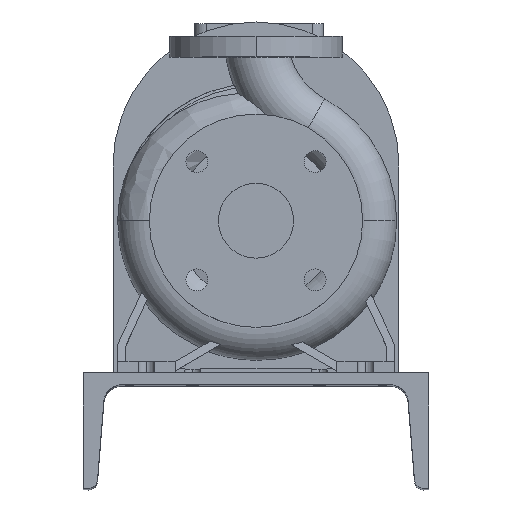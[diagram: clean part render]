
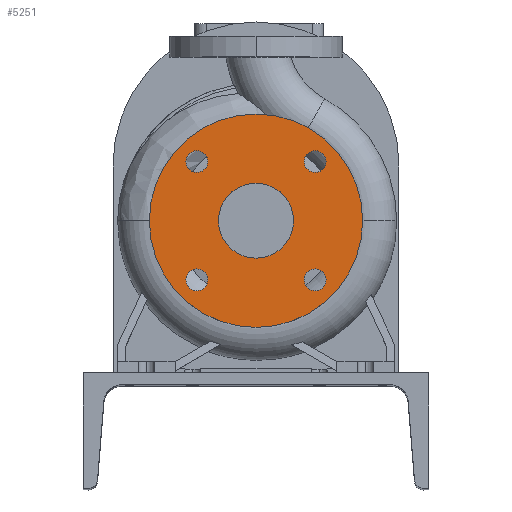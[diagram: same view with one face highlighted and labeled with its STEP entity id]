
A CAD part, top view. The second image highlights one B-rep face of the part: STEP entity #5251.
In plain terms, the highlighted planar face has unit normal (0, 0, 1).
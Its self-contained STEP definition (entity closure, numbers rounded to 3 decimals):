
#142 = CARTESIAN_POINT ( 'NONE',  ( 51.265, -51.265, 80. ) ) ;
#584 = CIRCLE ( 'NONE', #10155, 9.5 ) ;
#627 = DIRECTION ( 'NONE',  ( 0., 0., 1. ) ) ;
#644 = EDGE_CURVE ( 'NONE', #13141, #19501, #2105, .T. ) ;
#877 = DIRECTION ( 'NONE',  ( 0., 0., 1. ) ) ;
#1382 = VERTEX_POINT ( 'NONE', #18882 ) ;
#1407 = AXIS2_PLACEMENT_3D ( 'NONE', #1435, #877, #16746 ) ;
#1435 = CARTESIAN_POINT ( 'NONE',  ( 0., 0., 80. ) ) ;
#1602 = CARTESIAN_POINT ( 'NONE',  ( 0., 0., 80. ) ) ;
#1807 = EDGE_LOOP ( 'NONE', ( #13295, #4186 ) ) ;
#1955 = EDGE_LOOP ( 'NONE', ( #5680, #11649 ) ) ;
#2105 = CIRCLE ( 'NONE', #4977, 9.5 ) ;
#2302 = EDGE_CURVE ( 'NONE', #4042, #13789, #16157, .T. ) ;
#2328 = VERTEX_POINT ( 'NONE', #13513 ) ;
#2841 = AXIS2_PLACEMENT_3D ( 'NONE', #11220, #627, #3734 ) ;
#2891 = VERTEX_POINT ( 'NONE', #10771 ) ;
#3156 = PLANE ( 'NONE',  #7927 ) ;
#3217 = AXIS2_PLACEMENT_3D ( 'NONE', #10435, #18213, #7717 ) ;
#3734 = DIRECTION ( 'NONE',  ( 0., -1., 0. ) ) ;
#4042 = VERTEX_POINT ( 'NONE', #4068 ) ;
#4068 = CARTESIAN_POINT ( 'NONE',  ( -51.265, -60.765, 80. ) ) ;
#4186 = ORIENTED_EDGE ( 'NONE', *, *, #5050, .F. ) ;
#4264 = DIRECTION ( 'NONE',  ( 0., 0., 1. ) ) ;
#4738 = DIRECTION ( 'NONE',  ( 0., -1., 0. ) ) ;
#4939 = ORIENTED_EDGE ( 'NONE', *, *, #644, .F. ) ;
#4977 = AXIS2_PLACEMENT_3D ( 'NONE', #7418, #8716, #16531 ) ;
#4982 = CARTESIAN_POINT ( 'NONE',  ( 0., -92.5, 80. ) ) ;
#5012 = CARTESIAN_POINT ( 'NONE',  ( 51.265, -60.765, 80. ) ) ;
#5050 = EDGE_CURVE ( 'NONE', #18014, #2328, #584, .T. ) ;
#5251 = ADVANCED_FACE ( 'NONE', ( #7545, #13654, #16856, #6045, #12241, #18333 ), #3156, .F. ) ;
#5258 = CARTESIAN_POINT ( 'NONE',  ( -51.265, 51.265, 80. ) ) ;
#5680 = ORIENTED_EDGE ( 'NONE', *, *, #16437, .F. ) ;
#5749 = VERTEX_POINT ( 'NONE', #5012 ) ;
#5878 = CIRCLE ( 'NONE', #1407, 32.5 ) ;
#6045 = FACE_OUTER_BOUND ( 'NONE', #9584, .T. ) ;
#6063 = EDGE_CURVE ( 'NONE', #5749, #6982, #11451, .T. ) ;
#6107 = EDGE_CURVE ( 'NONE', #2328, #18014, #8582, .T. ) ;
#6141 = DIRECTION ( 'NONE',  ( 0., 0., 1. ) ) ;
#6806 = AXIS2_PLACEMENT_3D ( 'NONE', #8908, #19611, #13130 ) ;
#6982 = VERTEX_POINT ( 'NONE', #17323 ) ;
#7362 = CARTESIAN_POINT ( 'NONE',  ( -51.265, 51.265, 80. ) ) ;
#7418 = CARTESIAN_POINT ( 'NONE',  ( 51.265, 51.265, 80. ) ) ;
#7476 = CIRCLE ( 'NONE', #12590, 32.5 ) ;
#7545 = FACE_BOUND ( 'NONE', #1807, .T. ) ;
#7611 = CARTESIAN_POINT ( 'NONE',  ( -51.265, -41.765, 80. ) ) ;
#7620 = EDGE_CURVE ( 'NONE', #17342, #1382, #10867, .T. ) ;
#7643 = ORIENTED_EDGE ( 'NONE', *, *, #15628, .F. ) ;
#7717 = DIRECTION ( 'NONE',  ( 0., -1., 0. ) ) ;
#7734 = AXIS2_PLACEMENT_3D ( 'NONE', #1602, #9294, #9088 ) ;
#7927 = AXIS2_PLACEMENT_3D ( 'NONE', #14859, #13361, #15739 ) ;
#8244 = EDGE_LOOP ( 'NONE', ( #16241, #9926 ) ) ;
#8582 = CIRCLE ( 'NONE', #19764, 9.5 ) ;
#8716 = DIRECTION ( 'NONE',  ( 0., 0., 1. ) ) ;
#8908 = CARTESIAN_POINT ( 'NONE',  ( -51.265, -51.265, 80. ) ) ;
#8979 = EDGE_LOOP ( 'NONE', ( #4939, #14278 ) ) ;
#9001 = CIRCLE ( 'NONE', #7734, 92.5 ) ;
#9088 = DIRECTION ( 'NONE',  ( 0., -1., 0. ) ) ;
#9294 = DIRECTION ( 'NONE',  ( 0., 0., 1. ) ) ;
#9355 = CIRCLE ( 'NONE', #12228, 9.5 ) ;
#9435 = AXIS2_PLACEMENT_3D ( 'NONE', #17410, #10203, #19299 ) ;
#9559 = ORIENTED_EDGE ( 'NONE', *, *, #7620, .T. ) ;
#9584 = EDGE_LOOP ( 'NONE', ( #9559, #16704 ) ) ;
#9677 = CARTESIAN_POINT ( 'NONE',  ( 60.765, 51.265, 80. ) ) ;
#9759 = AXIS2_PLACEMENT_3D ( 'NONE', #15253, #6141, #12239 ) ;
#9926 = ORIENTED_EDGE ( 'NONE', *, *, #10899, .F. ) ;
#10155 = AXIS2_PLACEMENT_3D ( 'NONE', #5258, #11453, #14471 ) ;
#10203 = DIRECTION ( 'NONE',  ( 0., 0., 1. ) ) ;
#10329 = CARTESIAN_POINT ( 'NONE',  ( 41.765, 51.265, 80. ) ) ;
#10435 = CARTESIAN_POINT ( 'NONE',  ( 0., 0., 80. ) ) ;
#10736 = DIRECTION ( 'NONE',  ( 0., 0., 1. ) ) ;
#10771 = CARTESIAN_POINT ( 'NONE',  ( 0., 32.5, 80. ) ) ;
#10867 = CIRCLE ( 'NONE', #3217, 92.5 ) ;
#10899 = EDGE_CURVE ( 'NONE', #6982, #5749, #9355, .T. ) ;
#11220 = CARTESIAN_POINT ( 'NONE',  ( 51.265, -51.265, 80. ) ) ;
#11451 = CIRCLE ( 'NONE', #2841, 9.5 ) ;
#11453 = DIRECTION ( 'NONE',  ( 0., 0., 1. ) ) ;
#11626 = ORIENTED_EDGE ( 'NONE', *, *, #2302, .F. ) ;
#11649 = ORIENTED_EDGE ( 'NONE', *, *, #16526, .F. ) ;
#11914 = CIRCLE ( 'NONE', #6806, 9.5 ) ;
#12228 = AXIS2_PLACEMENT_3D ( 'NONE', #142, #10736, #13649 ) ;
#12239 = DIRECTION ( 'NONE',  ( 1., 0., 0. ) ) ;
#12241 = FACE_BOUND ( 'NONE', #12703, .T. ) ;
#12590 = AXIS2_PLACEMENT_3D ( 'NONE', #13743, #16848, #4738 ) ;
#12703 = EDGE_LOOP ( 'NONE', ( #11626, #7643 ) ) ;
#13130 = DIRECTION ( 'NONE',  ( 0., -1., 0. ) ) ;
#13141 = VERTEX_POINT ( 'NONE', #9677 ) ;
#13295 = ORIENTED_EDGE ( 'NONE', *, *, #6107, .F. ) ;
#13361 = DIRECTION ( 'NONE',  ( 0., 0., -1. ) ) ;
#13513 = CARTESIAN_POINT ( 'NONE',  ( -51.265, 41.765, 80. ) ) ;
#13595 = CIRCLE ( 'NONE', #9759, 9.5 ) ;
#13649 = DIRECTION ( 'NONE',  ( 0., -1., 0. ) ) ;
#13654 = FACE_BOUND ( 'NONE', #8979, .T. ) ;
#13743 = CARTESIAN_POINT ( 'NONE',  ( 0., 0., 80. ) ) ;
#13789 = VERTEX_POINT ( 'NONE', #7611 ) ;
#14181 = EDGE_CURVE ( 'NONE', #1382, #17342, #9001, .T. ) ;
#14278 = ORIENTED_EDGE ( 'NONE', *, *, #18063, .F. ) ;
#14471 = DIRECTION ( 'NONE',  ( 0., -1., 0. ) ) ;
#14859 = CARTESIAN_POINT ( 'NONE',  ( 0., 92.5, 80. ) ) ;
#15253 = CARTESIAN_POINT ( 'NONE',  ( 51.265, 51.265, 80. ) ) ;
#15628 = EDGE_CURVE ( 'NONE', #13789, #4042, #11914, .T. ) ;
#15739 = DIRECTION ( 'NONE',  ( 0., 1., 0. ) ) ;
#16157 = CIRCLE ( 'NONE', #9435, 9.5 ) ;
#16241 = ORIENTED_EDGE ( 'NONE', *, *, #6063, .F. ) ;
#16437 = EDGE_CURVE ( 'NONE', #17769, #2891, #5878, .T. ) ;
#16526 = EDGE_CURVE ( 'NONE', #2891, #17769, #7476, .T. ) ;
#16531 = DIRECTION ( 'NONE',  ( 1., 0., 0. ) ) ;
#16655 = CARTESIAN_POINT ( 'NONE',  ( -51.265, 60.765, 80. ) ) ;
#16704 = ORIENTED_EDGE ( 'NONE', *, *, #14181, .T. ) ;
#16746 = DIRECTION ( 'NONE',  ( 0., -1., 0. ) ) ;
#16848 = DIRECTION ( 'NONE',  ( 0., 0., 1. ) ) ;
#16856 = FACE_BOUND ( 'NONE', #1955, .T. ) ;
#17323 = CARTESIAN_POINT ( 'NONE',  ( 51.265, -41.765, 80. ) ) ;
#17342 = VERTEX_POINT ( 'NONE', #4982 ) ;
#17410 = CARTESIAN_POINT ( 'NONE',  ( -51.265, -51.265, 80. ) ) ;
#17769 = VERTEX_POINT ( 'NONE', #18650 ) ;
#18014 = VERTEX_POINT ( 'NONE', #16655 ) ;
#18063 = EDGE_CURVE ( 'NONE', #19501, #13141, #13595, .T. ) ;
#18213 = DIRECTION ( 'NONE',  ( 0., 0., 1. ) ) ;
#18333 = FACE_BOUND ( 'NONE', #8244, .T. ) ;
#18650 = CARTESIAN_POINT ( 'NONE',  ( 0., -32.5, 80. ) ) ;
#18882 = CARTESIAN_POINT ( 'NONE',  ( 0., 92.5, 80. ) ) ;
#19299 = DIRECTION ( 'NONE',  ( 0., -1., 0. ) ) ;
#19501 = VERTEX_POINT ( 'NONE', #10329 ) ;
#19559 = DIRECTION ( 'NONE',  ( 0., -1., 0. ) ) ;
#19611 = DIRECTION ( 'NONE',  ( 0., 0., 1. ) ) ;
#19764 = AXIS2_PLACEMENT_3D ( 'NONE', #7362, #4264, #19559 ) ;
